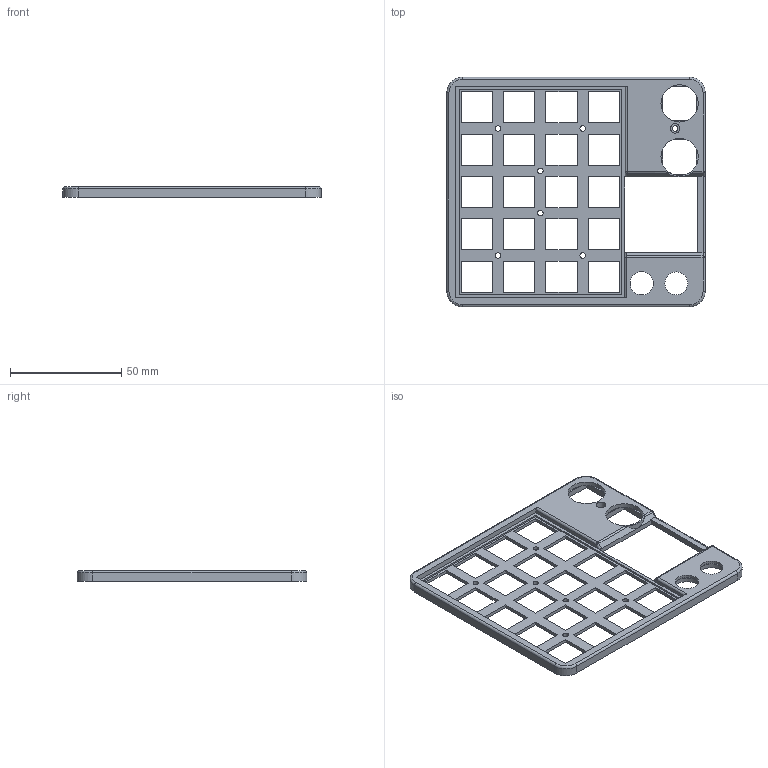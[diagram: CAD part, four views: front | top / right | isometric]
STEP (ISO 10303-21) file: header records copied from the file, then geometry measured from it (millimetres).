
FILE_DESCRIPTION(/* description */ ('','CAx-IF Rec.Pracs.---Representation and Presentation of Product Manufacturing Information (PMI)---4.0---2014-10-13'),/* implementation_level */ '2;1');
FILE_NAME(/* name */ 'DPP Case Low Profile - Top.step',/* time_stamp */ '2024-12-03T16:48:47-05:00',/* author */ (''),/* organization */ (''),/* preprocessor_version */ 'ST-DEVELOPER v20',/* originating_system */ 'Autodesk Translation Framework v13.20.0.188',/* authorisation */ '');
FILE_SCHEMA (('AP242_MANAGED_MODEL_BASED_3D_ENGINEERING_MIM_LF { 1 0 10303 442 1 1 4 }'));
Length unit declared in the file: millimetre
Products named in the file (2): DuckyPad Pro Case; Top Plate
Assembly tree (1 placements, depth 2):
  DuckyPad Pro Case
    Top Plate
Bounding box: 116 x 103 x 4.75 mm (x, y, z)
Volume: 18367.5 mm3; surface area: 18309.1 mm2
Topology: 1 solids, 1 shells, 181 faces, 489 edges, 312 vertices
Faces by surface type: plane 135, cylinder 36, sphere 4, torus 4, cone 2
Full cylindrical faces by diameter (mm): 2.5 x7, 4.3 x1, 10.25 x1, 10.45 x1, 13.25 x2, 16.75 x2
Entity records: 5860 total; most frequent: CARTESIAN_POINT 999, ORIENTED_EDGE 978, DIRECTION 947, EDGE_CURVE 489, LINE 395, VECTOR 395, VERTEX_POINT 312, AXIS2_PLACEMENT_3D 276
